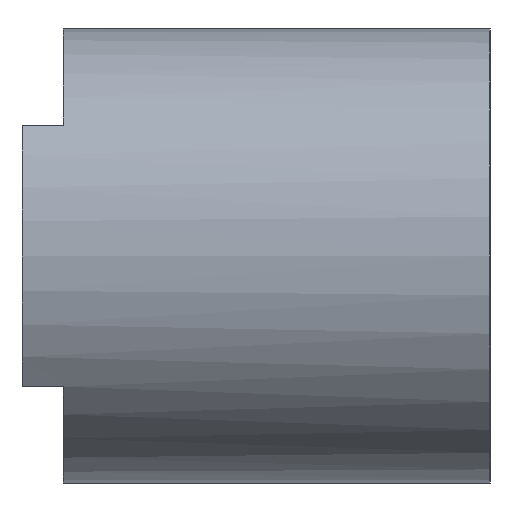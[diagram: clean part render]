
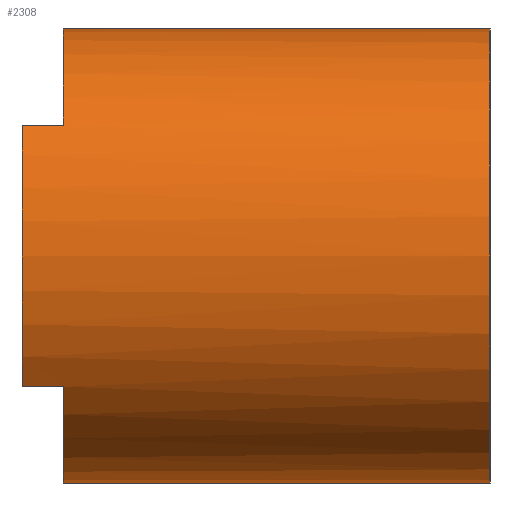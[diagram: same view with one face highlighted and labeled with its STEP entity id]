
A CAD part, left-side view. The second image highlights one B-rep face of the part: STEP entity #2308.
In plain terms, the highlighted cylindrical face has radius 8.25 mm (diameter 16.5 mm), a partial arc.
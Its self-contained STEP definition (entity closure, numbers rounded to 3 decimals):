
#151 = DIRECTION ( 'NONE',  ( 0., 1., 0. ) ) ;
#168 = VERTEX_POINT ( 'NONE', #10472 ) ;
#185 = CARTESIAN_POINT ( 'NONE',  ( -12.75, 0., 0. ) ) ;
#227 = VECTOR ( 'NONE', #6759, 1000. ) ;
#360 = EDGE_CURVE ( 'NONE', #168, #1442, #3702, .T. ) ;
#551 = CARTESIAN_POINT ( 'NONE',  ( -19.495, 17., 4.75 ) ) ;
#724 = VECTOR ( 'NONE', #4418, 1000. ) ;
#753 = VERTEX_POINT ( 'NONE', #551 ) ;
#782 = LINE ( 'NONE', #4401, #227 ) ;
#832 = DIRECTION ( 'NONE',  ( 0., 1., 0. ) ) ;
#948 = ORIENTED_EDGE ( 'NONE', *, *, #360, .F. ) ;
#972 = EDGE_CURVE ( 'NONE', #4857, #4574, #10796, .T. ) ;
#1185 = VECTOR ( 'NONE', #1956, 1000. ) ;
#1442 = VERTEX_POINT ( 'NONE', #10945 ) ;
#1524 = CARTESIAN_POINT ( 'NONE',  ( -19.495, 17., -4.75 ) ) ;
#1693 = DIRECTION ( 'NONE',  ( 0., 0., 1. ) ) ;
#1882 = CARTESIAN_POINT ( 'NONE',  ( -12.75, 17., -8.25 ) ) ;
#1956 = DIRECTION ( 'NONE',  ( 0., -1., 0. ) ) ;
#2259 = DIRECTION ( 'NONE',  ( 0., -1., 0. ) ) ;
#2308 = ADVANCED_FACE ( 'NONE', ( #5336 ), #9111, .T. ) ;
#2330 = CARTESIAN_POINT ( 'NONE',  ( -12.75, 17., 0. ) ) ;
#2413 = CARTESIAN_POINT ( 'NONE',  ( -12.75, 0., -8.25 ) ) ;
#2908 = EDGE_CURVE ( 'NONE', #1442, #10571, #782, .T. ) ;
#3046 = LINE ( 'NONE', #4413, #1185 ) ;
#3047 = CARTESIAN_POINT ( 'NONE',  ( -19.495, 15.5, -4.75 ) ) ;
#3336 = EDGE_CURVE ( 'NONE', #3776, #6925, #3046, .T. ) ;
#3679 = DIRECTION ( 'NONE',  ( 0., 1., 0. ) ) ;
#3702 = CIRCLE ( 'NONE', #5026, 8.25 ) ;
#3776 = VERTEX_POINT ( 'NONE', #1524 ) ;
#4043 = ORIENTED_EDGE ( 'NONE', *, *, #7162, .T. ) ;
#4149 = CARTESIAN_POINT ( 'NONE',  ( -12.75, 17., 0. ) ) ;
#4229 = DIRECTION ( 'NONE',  ( 0., 1., 0. ) ) ;
#4318 = EDGE_CURVE ( 'NONE', #4857, #6925, #9216, .T. ) ;
#4401 = CARTESIAN_POINT ( 'NONE',  ( -12.75, 17., 8.25 ) ) ;
#4413 = CARTESIAN_POINT ( 'NONE',  ( -19.495, 17., -4.75 ) ) ;
#4417 = CIRCLE ( 'NONE', #10653, 8.25 ) ;
#4418 = DIRECTION ( 'NONE',  ( 0., -1., 0. ) ) ;
#4483 = CARTESIAN_POINT ( 'NONE',  ( -12.75, 15.5, 0. ) ) ;
#4574 = VERTEX_POINT ( 'NONE', #2413 ) ;
#4857 = VERTEX_POINT ( 'NONE', #8560 ) ;
#5026 = AXIS2_PLACEMENT_3D ( 'NONE', #7699, #10104, #10946 ) ;
#5170 = CARTESIAN_POINT ( 'NONE',  ( -19.495, 17., 4.75 ) ) ;
#5336 = FACE_OUTER_BOUND ( 'NONE', #6378, .T. ) ;
#5433 = DIRECTION ( 'NONE',  ( 0., 0., 1. ) ) ;
#5472 = CARTESIAN_POINT ( 'NONE',  ( -12.75, 0., 8.25 ) ) ;
#5682 = VECTOR ( 'NONE', #832, 1000. ) ;
#6378 = EDGE_LOOP ( 'NONE', ( #948, #4043, #6695, #10962, #6428, #7560, #9933, #8918 ) ) ;
#6402 = CIRCLE ( 'NONE', #9519, 8.25 ) ;
#6428 = ORIENTED_EDGE ( 'NONE', *, *, #4318, .F. ) ;
#6695 = ORIENTED_EDGE ( 'NONE', *, *, #10297, .F. ) ;
#6759 = DIRECTION ( 'NONE',  ( 0., -1., 0. ) ) ;
#6925 = VERTEX_POINT ( 'NONE', #3047 ) ;
#6945 = DIRECTION ( 'NONE',  ( 0., 0., 1. ) ) ;
#7018 = AXIS2_PLACEMENT_3D ( 'NONE', #4483, #3679, #5433 ) ;
#7162 = EDGE_CURVE ( 'NONE', #168, #753, #10122, .T. ) ;
#7251 = DIRECTION ( 'NONE',  ( 0., 0., -1. ) ) ;
#7560 = ORIENTED_EDGE ( 'NONE', *, *, #972, .T. ) ;
#7699 = CARTESIAN_POINT ( 'NONE',  ( -12.75, 15.5, 0. ) ) ;
#8560 = CARTESIAN_POINT ( 'NONE',  ( -12.75, 15.5, -8.25 ) ) ;
#8617 = AXIS2_PLACEMENT_3D ( 'NONE', #2330, #2259, #7251 ) ;
#8918 = ORIENTED_EDGE ( 'NONE', *, *, #2908, .F. ) ;
#9111 = CYLINDRICAL_SURFACE ( 'NONE', #8617, 8.25 ) ;
#9216 = CIRCLE ( 'NONE', #7018, 8.25 ) ;
#9519 = AXIS2_PLACEMENT_3D ( 'NONE', #185, #151, #6945 ) ;
#9933 = ORIENTED_EDGE ( 'NONE', *, *, #10410, .T. ) ;
#10104 = DIRECTION ( 'NONE',  ( 0., 1., 0. ) ) ;
#10122 = LINE ( 'NONE', #5170, #5682 ) ;
#10297 = EDGE_CURVE ( 'NONE', #3776, #753, #4417, .T. ) ;
#10410 = EDGE_CURVE ( 'NONE', #4574, #10571, #6402, .T. ) ;
#10472 = CARTESIAN_POINT ( 'NONE',  ( -19.495, 15.5, 4.75 ) ) ;
#10571 = VERTEX_POINT ( 'NONE', #5472 ) ;
#10653 = AXIS2_PLACEMENT_3D ( 'NONE', #4149, #4229, #1693 ) ;
#10796 = LINE ( 'NONE', #1882, #724 ) ;
#10945 = CARTESIAN_POINT ( 'NONE',  ( -12.75, 15.5, 8.25 ) ) ;
#10946 = DIRECTION ( 'NONE',  ( 0., 0., 1. ) ) ;
#10962 = ORIENTED_EDGE ( 'NONE', *, *, #3336, .T. ) ;
